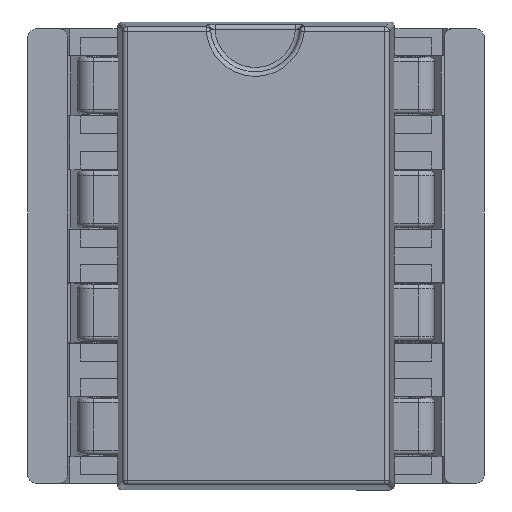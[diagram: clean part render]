
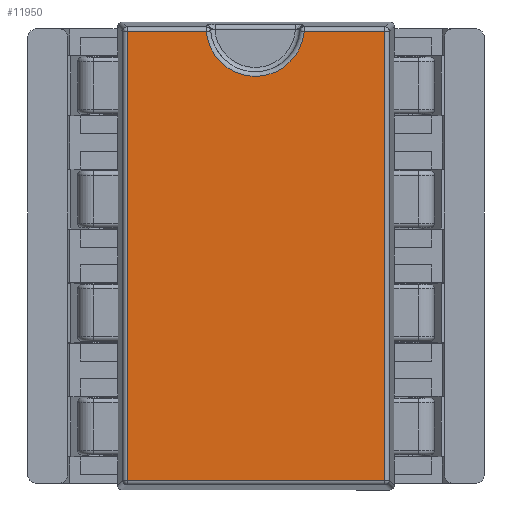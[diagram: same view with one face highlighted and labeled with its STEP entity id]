
A CAD part, top view. The second image highlights one B-rep face of the part: STEP entity #11950.
In plain terms, the highlighted planar face has unit normal (0, 0, 1).
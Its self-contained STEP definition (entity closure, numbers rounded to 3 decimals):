
#771=PLANE('',#13032);
#1783=LINE('',#22430,#2874);
#1784=LINE('',#22434,#2875);
#1785=LINE('',#22436,#2876);
#1786=LINE('',#22438,#2877);
#1787=LINE('',#22439,#2878);
#2874=VECTOR('',#15952,10.);
#2875=VECTOR('',#15957,10.);
#2876=VECTOR('',#15958,10.);
#2877=VECTOR('',#15959,10.);
#2878=VECTOR('',#15960,10.);
#3550=FACE_OUTER_BOUND('',#4254,.T.);
#4254=EDGE_LOOP('',(#10690,#10691,#10692,#10693,#10694,#10695));
#4668=CIRCLE('',#13022,1.1);
#5904=VERTEX_POINT('',#22386);
#5905=VERTEX_POINT('',#22388);
#5911=VERTEX_POINT('',#22429);
#5912=VERTEX_POINT('',#22433);
#5913=VERTEX_POINT('',#22435);
#5914=VERTEX_POINT('',#22437);
#7536=EDGE_CURVE('',#5905,#5904,#4668,.T.);
#7546=EDGE_CURVE('',#5904,#5911,#1783,.T.);
#7548=EDGE_CURVE('',#5912,#5905,#1784,.T.);
#7549=EDGE_CURVE('',#5913,#5912,#1785,.T.);
#7550=EDGE_CURVE('',#5914,#5913,#1786,.T.);
#7551=EDGE_CURVE('',#5911,#5914,#1787,.T.);
#10690=ORIENTED_EDGE('',*,*,#7536,.F.);
#10691=ORIENTED_EDGE('',*,*,#7548,.F.);
#10692=ORIENTED_EDGE('',*,*,#7549,.F.);
#10693=ORIENTED_EDGE('',*,*,#7550,.F.);
#10694=ORIENTED_EDGE('',*,*,#7551,.F.);
#10695=ORIENTED_EDGE('',*,*,#7546,.F.);
#11950=ADVANCED_FACE('',(#3550),#771,.T.);
#13022=AXIS2_PLACEMENT_3D('',#22390,#15929,#15930);
#13032=AXIS2_PLACEMENT_3D('',#22432,#15955,#15956);
#15929=DIRECTION('center_axis',(0.,0.,1.));
#15930=DIRECTION('ref_axis',(1.,0.,0.));
#15952=DIRECTION('',(0.,1.,0.));
#15955=DIRECTION('center_axis',(0.,0.,1.));
#15956=DIRECTION('ref_axis',(1.,0.,0.));
#15957=DIRECTION('',(0.,1.,0.));
#15958=DIRECTION('',(-1.,0.,0.));
#15959=DIRECTION('',(0.,-1.,0.));
#15960=DIRECTION('',(1.,0.,0.));
#22386=CARTESIAN_POINT('',(-0.79,5.169,3.35));
#22388=CARTESIAN_POINT('',(-0.79,2.977,3.35));
#22390=CARTESIAN_POINT('Origin',(-0.883,4.073,3.35));
#22429=CARTESIAN_POINT('',(-0.79,6.97,3.35));
#22430=CARTESIAN_POINT('',(-0.79,4.863,3.35));
#22432=CARTESIAN_POINT('Origin',(4.23,4.09,3.35));
#22433=CARTESIAN_POINT('',(-0.79,1.21,3.35));
#22434=CARTESIAN_POINT('',(-0.79,4.863,3.35));
#22435=CARTESIAN_POINT('',(9.25,1.21,3.35));
#22436=CARTESIAN_POINT('',(2.923,1.21,3.35));
#22437=CARTESIAN_POINT('',(9.25,6.97,3.35));
#22438=CARTESIAN_POINT('',(9.25,3.318,3.35));
#22439=CARTESIAN_POINT('',(5.538,6.97,3.35));
